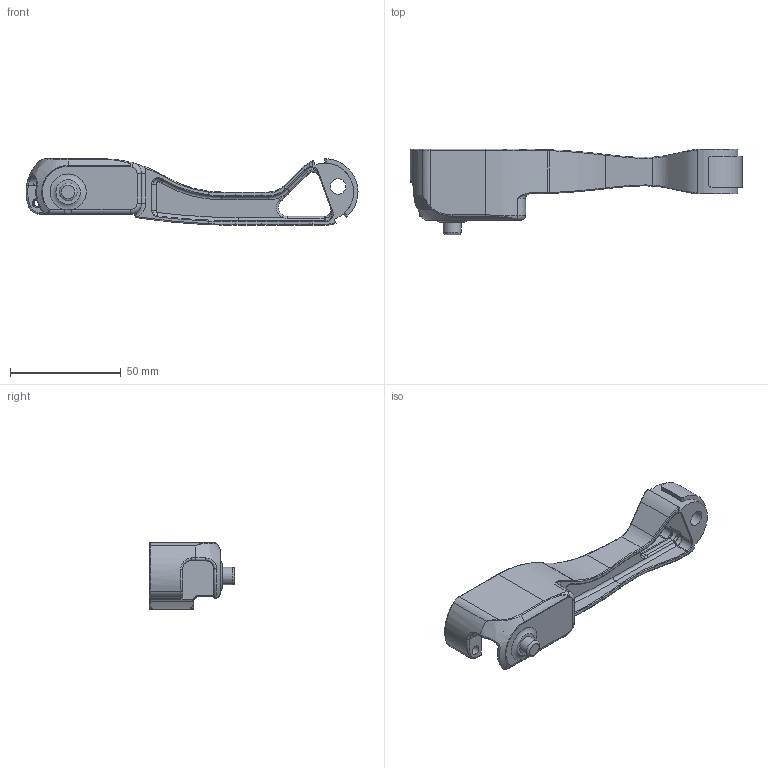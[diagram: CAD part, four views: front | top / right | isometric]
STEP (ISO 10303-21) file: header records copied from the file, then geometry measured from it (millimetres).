
FILE_DESCRIPTION(/* description */ (''),/* implementation_level */ '2;1');
FILE_NAME(/* name */ 'Left_Wrist.step',/* time_stamp */ '2021-12-09T09:06:52-08:00',/* author */ (''),/* organization */ (''),/* preprocessor_version */ 'ST-DEVELOPER v18.1',/* originating_system */ 'Autodesk Translation Framework v10.10.0.1391',/* authorisation */ '');
FILE_SCHEMA (('AUTOMOTIVE_DESIGN { 1 0 10303 214 3 1 1 }'));
Length unit declared in the file: millimetre
Products named in the file (2): Left_Wrist; F1-B-M3-Heatfit v1 (1)
Assembly tree (4 placements, depth 2):
  Left_Wrist
    F1-B-M3-Heatfit v1 (1)  x4
Bounding box: 149.6 x 38.4 x 30 mm (x, y, z)
Volume: 29858.7 mm3; surface area: 18998.8 mm2
Topology: 5 solids, 5 shells, 918 faces, 2484 edges, 1585 vertices
Faces by surface type: bspline 421, cylinder 340, plane 75, torus 61, cone 20, sphere 1
Full cylindrical faces by diameter (mm): 2.82 x44, 4.133 x4, 4.148 x4, 4.2 x4, 4.443 x4, 7 x1, 8 x1
Entity records: 20037 total; most frequent: CARTESIAN_POINT 9597, ORIENTED_EDGE 2404, DIRECTION 1938, EDGE_CURVE 1202, AXIS2_PLACEMENT_3D 786, VERTEX_POINT 736, EDGE_LOOP 488, FACE_OUTER_BOUND 474
